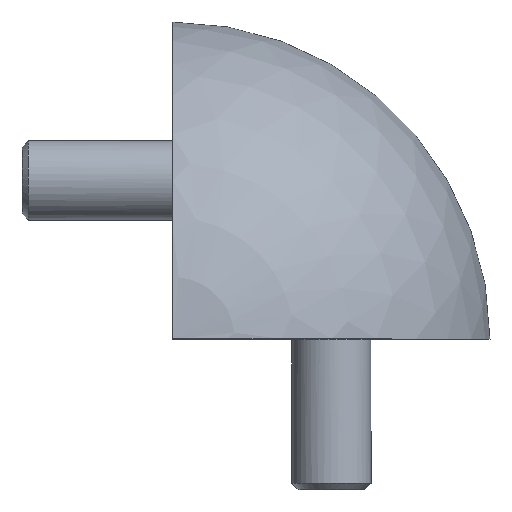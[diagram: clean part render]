
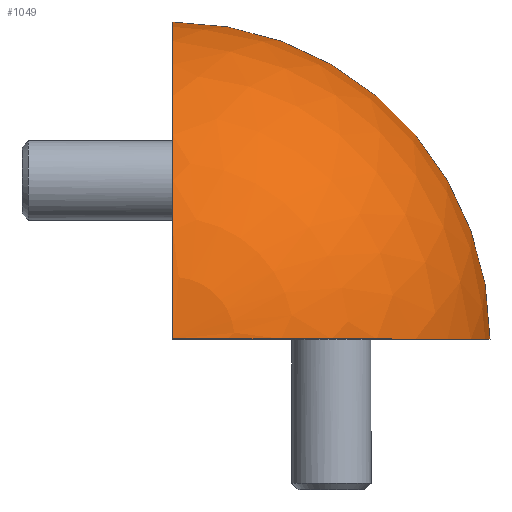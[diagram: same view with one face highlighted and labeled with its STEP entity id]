
A CAD part, top view. The second image highlights one B-rep face of the part: STEP entity #1049.
In plain terms, the highlighted spherical face has radius 20 mm.
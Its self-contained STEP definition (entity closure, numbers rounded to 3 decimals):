
#1049=ADVANCED_FACE('',(#1085),#1086,.T.);
#1085=FACE_OUTER_BOUND('',#1170,.T.);
#1086=SPHERICAL_SURFACE('',#1171,20.0);
#1170=EDGE_LOOP('',(#1254,#1255,#1256));
#1171=AXIS2_PLACEMENT_3D('',#1257,#1258,#1259);
#1254=ORIENTED_EDGE('',*,*,#1495,.F.);
#1255=ORIENTED_EDGE('',*,*,#1496,.F.);
#1256=ORIENTED_EDGE('',*,*,#1497,.F.);
#1257=CARTESIAN_POINT('',(0.0,0.0,0.0));
#1258=DIRECTION('',(0.0,0.0,1.0));
#1259=DIRECTION('',(1.0,0.0,0.0));
#1495=EDGE_CURVE('',#1565,#1566,#1567,.T.);
#1496=EDGE_CURVE('',#1568,#1565,#1569,.T.);
#1497=EDGE_CURVE('',#1566,#1568,#1570,.T.);
#1565=VERTEX_POINT('',#1684);
#1566=VERTEX_POINT('',#1685);
#1567=CIRCLE('',#1686,20.0);
#1568=VERTEX_POINT('',#1687);
#1569=CIRCLE('',#1688,20.0);
#1570=CIRCLE('',#1689,20.0);
#1684=CARTESIAN_POINT('',(0.0,0.0,20.0));
#1685=CARTESIAN_POINT('',(0.0,20.0,0.0));
#1686=AXIS2_PLACEMENT_3D('',#1907,#1908,#1909);
#1687=CARTESIAN_POINT('',(20.0,0.0,0.0));
#1688=AXIS2_PLACEMENT_3D('',#1910,#1911,#1912);
#1689=AXIS2_PLACEMENT_3D('',#1913,#1914,#1915);
#1907=CARTESIAN_POINT('',(0.0,0.0,0.0));
#1908=DIRECTION('',(-1.0,0.0,0.0));
#1909=DIRECTION('',(0.0,0.0,1.0));
#1910=CARTESIAN_POINT('',(0.0,0.0,0.0));
#1911=DIRECTION('',(0.0,-1.0,0.0));
#1912=DIRECTION('',(0.0,0.0,-1.0));
#1913=CARTESIAN_POINT('',(0.0,0.0,0.0));
#1914=DIRECTION('',(0.0,0.0,-1.0));
#1915=DIRECTION('',(-1.0,0.0,0.0));
